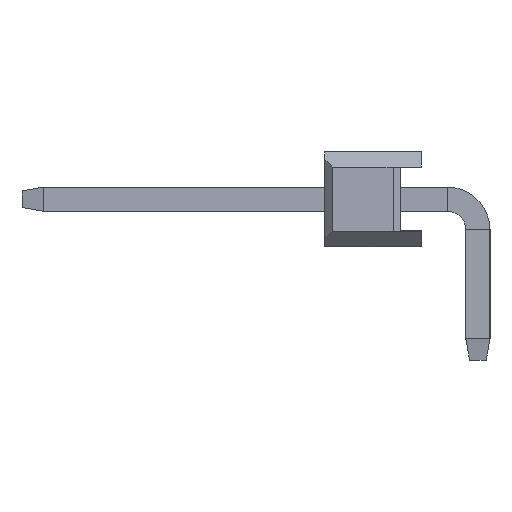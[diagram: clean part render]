
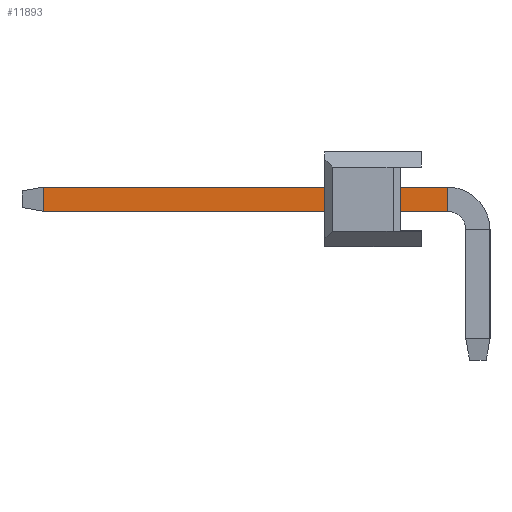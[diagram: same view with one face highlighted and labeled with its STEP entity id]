
A CAD part, left-side view. The second image highlights one B-rep face of the part: STEP entity #11893.
In plain terms, the highlighted planar face has unit normal (-1, 0, 0).
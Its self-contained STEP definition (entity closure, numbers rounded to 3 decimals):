
#578 = VERTEX_POINT ( 'NONE', #26806 ) ;
#800 = EDGE_LOOP ( 'NONE', ( #6417, #997, #22149, #6921 ) ) ;
#997 = ORIENTED_EDGE ( 'NONE', *, *, #42014, .T. ) ;
#2168 = LINE ( 'NONE', #18416, #9071 ) ;
#2963 = EDGE_CURVE ( 'NONE', #47858, #16950, #2168, .T. ) ;
#4322 = DIRECTION ( 'NONE',  ( 1., 0., 0. ) ) ;
#4559 = VERTEX_POINT ( 'NONE', #26388 ) ;
#4642 = DIRECTION ( 'NONE',  ( 0., -1., 0. ) ) ;
#5197 = DIRECTION ( 'NONE',  ( 0., 0., -1. ) ) ;
#5547 = LINE ( 'NONE', #21806, #37123 ) ;
#6417 = ORIENTED_EDGE ( 'NONE', *, *, #38636, .F. ) ;
#6921 = ORIENTED_EDGE ( 'NONE', *, *, #50610, .T. ) ;
#8314 = FACE_OUTER_BOUND ( 'NONE', #800, .T. ) ;
#9071 = VECTOR ( 'NONE', #34692, 1000. ) ;
#11893 = ADVANCED_FACE ( 'NONE', ( #8314 ), #24587, .F. ) ;
#16950 = VERTEX_POINT ( 'NONE', #39290 ) ;
#18416 = CARTESIAN_POINT ( 'NONE',  ( -91.76, 10.54, -0.32 ) ) ;
#20584 = DIRECTION ( 'NONE',  ( 0., 0., -1. ) ) ;
#21806 = CARTESIAN_POINT ( 'NONE',  ( -91.76, -0.7, 0.32 ) ) ;
#22149 = ORIENTED_EDGE ( 'NONE', *, *, #2963, .T. ) ;
#22794 = AXIS2_PLACEMENT_3D ( 'NONE', #40870, #4322, #20584 ) ;
#24587 = PLANE ( 'NONE',  #22794 ) ;
#24909 = LINE ( 'NONE', #41191, #40245 ) ;
#25462 = LINE ( 'NONE', #41743, #41008 ) ;
#26388 = CARTESIAN_POINT ( 'NONE',  ( -91.76, 9.973, 0.32 ) ) ;
#26806 = CARTESIAN_POINT ( 'NONE',  ( -91.76, -0.7, 0.32 ) ) ;
#34692 = DIRECTION ( 'NONE',  ( 0., -1., 0. ) ) ;
#37123 = VECTOR ( 'NONE', #38091, 1000. ) ;
#38091 = DIRECTION ( 'NONE',  ( 0., 0., 1. ) ) ;
#38636 = EDGE_CURVE ( 'NONE', #4559, #578, #24909, .T. ) ;
#39290 = CARTESIAN_POINT ( 'NONE',  ( -91.76, -0.7, -0.32 ) ) ;
#40245 = VECTOR ( 'NONE', #4642, 1000. ) ;
#40870 = CARTESIAN_POINT ( 'NONE',  ( -91.76, 10.54, 0.32 ) ) ;
#41008 = VECTOR ( 'NONE', #5197, 1000. ) ;
#41191 = CARTESIAN_POINT ( 'NONE',  ( -91.76, 10.54, 0.32 ) ) ;
#41743 = CARTESIAN_POINT ( 'NONE',  ( -91.76, 9.973, -0.32 ) ) ;
#42014 = EDGE_CURVE ( 'NONE', #4559, #47858, #25462, .T. ) ;
#47858 = VERTEX_POINT ( 'NONE', #51483 ) ;
#50610 = EDGE_CURVE ( 'NONE', #16950, #578, #5547, .T. ) ;
#51483 = CARTESIAN_POINT ( 'NONE',  ( -91.76, 9.973, -0.32 ) ) ;
